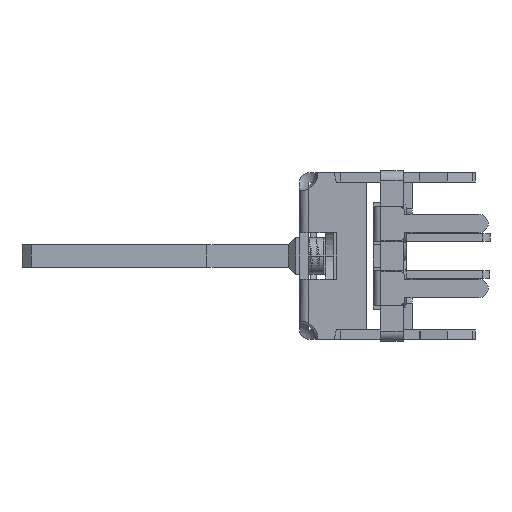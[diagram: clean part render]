
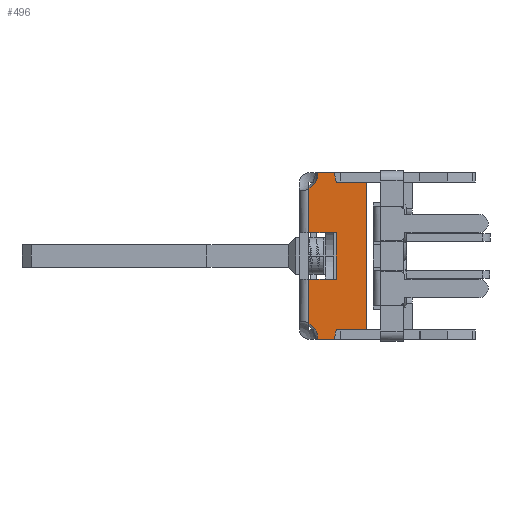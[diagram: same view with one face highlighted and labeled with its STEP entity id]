
A CAD part, left-side view. The second image highlights one B-rep face of the part: STEP entity #496.
In plain terms, the highlighted planar face has unit normal (-1, 0, 0).
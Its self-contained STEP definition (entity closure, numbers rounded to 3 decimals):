
#296 = LINE ( 'NONE', #23315, #8515 ) ;
#331 = ORIENTED_EDGE ( 'NONE', *, *, #3767, .T. ) ;
#426 = CARTESIAN_POINT ( 'NONE',  ( -30.1, 3.9, -1.25 ) ) ;
#496 = ADVANCED_FACE ( 'NONE', ( #20864 ), #5951, .T. ) ;
#637 = CARTESIAN_POINT ( 'NONE',  ( -30.1, 0.8, 3.99 ) ) ;
#849 = VECTOR ( 'NONE', #11475, 1000. ) ;
#969 = VECTOR ( 'NONE', #13295, 1000. ) ;
#1064 = VECTOR ( 'NONE', #5492, 1000. ) ;
#1130 = CARTESIAN_POINT ( 'NONE',  ( -30.1, 2.53, -4.5 ) ) ;
#1276 = CARTESIAN_POINT ( 'NONE',  ( -30.1, 3.9, 1.25 ) ) ;
#1338 = ORIENTED_EDGE ( 'NONE', *, *, #8016, .F. ) ;
#1521 = LINE ( 'NONE', #12727, #22514 ) ;
#1703 = DIRECTION ( 'NONE',  ( 0., 0., -1. ) ) ;
#1911 = CARTESIAN_POINT ( 'NONE',  ( -30.1, 2.409, 3.99 ) ) ;
#2071 = ORIENTED_EDGE ( 'NONE', *, *, #3349, .T. ) ;
#2087 = DIRECTION ( 'NONE',  ( 0., -1., 0. ) ) ;
#2166 = VECTOR ( 'NONE', #9759, 1000. ) ;
#2308 = EDGE_CURVE ( 'NONE', #17529, #5025, #2879, .T. ) ;
#2566 = CIRCLE ( 'NONE', #5256, 1. ) ;
#2580 = VECTOR ( 'NONE', #3280, 1000. ) ;
#2663 = LINE ( 'NONE', #4091, #969 ) ;
#2727 = EDGE_LOOP ( 'NONE', ( #12008, #8252, #11340, #4465, #13505, #331, #2071, #22827, #14637, #7865, #17198, #20087, #22912, #1338 ) ) ;
#2784 = EDGE_CURVE ( 'NONE', #18292, #18595, #6547, .T. ) ;
#2879 = LINE ( 'NONE', #1130, #6884 ) ;
#3080 = VERTEX_POINT ( 'NONE', #20803 ) ;
#3224 = DIRECTION ( 'NONE',  ( 0., -1., 0. ) ) ;
#3280 = DIRECTION ( 'NONE',  ( 0., -1., 0. ) ) ;
#3349 = EDGE_CURVE ( 'NONE', #17267, #18595, #296, .T. ) ;
#3565 = CARTESIAN_POINT ( 'NONE',  ( -30.1, 3.9, 1.25 ) ) ;
#3767 = EDGE_CURVE ( 'NONE', #13413, #17267, #18909, .T. ) ;
#4059 = LINE ( 'NONE', #426, #22220 ) ;
#4091 = CARTESIAN_POINT ( 'NONE',  ( -30.1, 2.409, -3.99 ) ) ;
#4374 = LINE ( 'NONE', #15819, #5504 ) ;
#4465 = ORIENTED_EDGE ( 'NONE', *, *, #22444, .T. ) ;
#4594 = CARTESIAN_POINT ( 'NONE',  ( -30.1, 4.4, 4.5 ) ) ;
#5025 = VERTEX_POINT ( 'NONE', #11233 ) ;
#5256 = AXIS2_PLACEMENT_3D ( 'NONE', #6437, #22834, #11906 ) ;
#5319 = EDGE_CURVE ( 'NONE', #9012, #17529, #1521, .T. ) ;
#5492 = DIRECTION ( 'NONE',  ( 0., 0., 1. ) ) ;
#5504 = VECTOR ( 'NONE', #3224, 1000. ) ;
#5660 = LINE ( 'NONE', #20521, #849 ) ;
#5951 = PLANE ( 'NONE',  #9992 ) ;
#6400 = AXIS2_PLACEMENT_3D ( 'NONE', #4594, #22803, #13623 ) ;
#6437 = CARTESIAN_POINT ( 'NONE',  ( -30.1, 4.4, -4.5 ) ) ;
#6547 = LINE ( 'NONE', #10518, #2580 ) ;
#6884 = VECTOR ( 'NONE', #21098, 1000. ) ;
#7001 = CARTESIAN_POINT ( 'NONE',  ( -30.1, 3.9, -1.25 ) ) ;
#7071 = CARTESIAN_POINT ( 'NONE',  ( -30.1, 2.53, 4.5 ) ) ;
#7144 = EDGE_CURVE ( 'NONE', #9012, #21953, #2566, .T. ) ;
#7427 = CARTESIAN_POINT ( 'NONE',  ( -30.1, 0.8, 3.99 ) ) ;
#7865 = ORIENTED_EDGE ( 'NONE', *, *, #17584, .F. ) ;
#8016 = EDGE_CURVE ( 'NONE', #21953, #12140, #5660, .T. ) ;
#8252 = ORIENTED_EDGE ( 'NONE', *, *, #5319, .T. ) ;
#8515 = VECTOR ( 'NONE', #23240, 1000. ) ;
#9012 = VERTEX_POINT ( 'NONE', #22668 ) ;
#9684 = DIRECTION ( 'NONE',  ( -1., 0., 0. ) ) ;
#9759 = DIRECTION ( 'NONE',  ( 0., 1., 0. ) ) ;
#9951 = EDGE_CURVE ( 'NONE', #17257, #19173, #22889, .T. ) ;
#9992 = AXIS2_PLACEMENT_3D ( 'NONE', #11427, #9684, #22357 ) ;
#10130 = CARTESIAN_POINT ( 'NONE',  ( -30.1, 3.9, -3.634 ) ) ;
#10264 = CIRCLE ( 'NONE', #6400, 1. ) ;
#10518 = CARTESIAN_POINT ( 'NONE',  ( -30.1, 3.4, 4.5 ) ) ;
#11233 = CARTESIAN_POINT ( 'NONE',  ( -30.1, 2.409, -3.99 ) ) ;
#11340 = ORIENTED_EDGE ( 'NONE', *, *, #2308, .T. ) ;
#11427 = CARTESIAN_POINT ( 'NONE',  ( -30.1, 4.4, -4.5 ) ) ;
#11475 = DIRECTION ( 'NONE',  ( 0., 0., 1. ) ) ;
#11580 = VERTEX_POINT ( 'NONE', #22790 ) ;
#11675 = CARTESIAN_POINT ( 'NONE',  ( -30.1, 2.4, 1.25 ) ) ;
#11756 = CARTESIAN_POINT ( 'NONE',  ( -30.1, 3.4, 4.5 ) ) ;
#11906 = DIRECTION ( 'NONE',  ( 0., -1., 0. ) ) ;
#12008 = ORIENTED_EDGE ( 'NONE', *, *, #7144, .F. ) ;
#12140 = VERTEX_POINT ( 'NONE', #7001 ) ;
#12727 = CARTESIAN_POINT ( 'NONE',  ( -30.1, 3.4, -4.5 ) ) ;
#13295 = DIRECTION ( 'NONE',  ( 0., -1., 0. ) ) ;
#13413 = VERTEX_POINT ( 'NONE', #14082 ) ;
#13420 = EDGE_CURVE ( 'NONE', #18639, #19173, #4374, .T. ) ;
#13505 = ORIENTED_EDGE ( 'NONE', *, *, #19927, .F. ) ;
#13623 = DIRECTION ( 'NONE',  ( 0., -0.5, -0.866 ) ) ;
#14082 = CARTESIAN_POINT ( 'NONE',  ( -30.1, 0.8, 3.99 ) ) ;
#14137 = LINE ( 'NONE', #7427, #22376 ) ;
#14178 = EDGE_CURVE ( 'NONE', #12140, #17257, #4059, .T. ) ;
#14637 = ORIENTED_EDGE ( 'NONE', *, *, #14929, .F. ) ;
#14929 = EDGE_CURVE ( 'NONE', #11580, #18292, #10264, .T. ) ;
#15342 = VECTOR ( 'NONE', #15438, 1000. ) ;
#15438 = DIRECTION ( 'NONE',  ( 0., 0., 1. ) ) ;
#15677 = CARTESIAN_POINT ( 'NONE',  ( -30.1, 2.53, -4.5 ) ) ;
#15819 = CARTESIAN_POINT ( 'NONE',  ( -30.1, 3.9, 1.25 ) ) ;
#17198 = ORIENTED_EDGE ( 'NONE', *, *, #13420, .T. ) ;
#17257 = VERTEX_POINT ( 'NONE', #23405 ) ;
#17267 = VERTEX_POINT ( 'NONE', #1911 ) ;
#17529 = VERTEX_POINT ( 'NONE', #15677 ) ;
#17584 = EDGE_CURVE ( 'NONE', #18639, #11580, #20207, .T. ) ;
#17843 = CARTESIAN_POINT ( 'NONE',  ( -30.1, 2.4, -1.25 ) ) ;
#18292 = VERTEX_POINT ( 'NONE', #11756 ) ;
#18561 = DIRECTION ( 'NONE',  ( 0., -1., 0. ) ) ;
#18595 = VERTEX_POINT ( 'NONE', #7071 ) ;
#18639 = VERTEX_POINT ( 'NONE', #3565 ) ;
#18909 = LINE ( 'NONE', #637, #2166 ) ;
#19173 = VERTEX_POINT ( 'NONE', #11675 ) ;
#19927 = EDGE_CURVE ( 'NONE', #13413, #3080, #14137, .T. ) ;
#20087 = ORIENTED_EDGE ( 'NONE', *, *, #9951, .F. ) ;
#20207 = LINE ( 'NONE', #1276, #15342 ) ;
#20521 = CARTESIAN_POINT ( 'NONE',  ( -30.1, 3.9, -3.634 ) ) ;
#20803 = CARTESIAN_POINT ( 'NONE',  ( -30.1, 0.8, -3.99 ) ) ;
#20864 = FACE_OUTER_BOUND ( 'NONE', #2727, .T. ) ;
#21098 = DIRECTION ( 'NONE',  ( 0., -0.23, 0.973 ) ) ;
#21953 = VERTEX_POINT ( 'NONE', #10130 ) ;
#22220 = VECTOR ( 'NONE', #18561, 1000. ) ;
#22357 = DIRECTION ( 'NONE',  ( 0., 0., 1. ) ) ;
#22376 = VECTOR ( 'NONE', #1703, 1000. ) ;
#22444 = EDGE_CURVE ( 'NONE', #5025, #3080, #2663, .T. ) ;
#22514 = VECTOR ( 'NONE', #2087, 1000. ) ;
#22668 = CARTESIAN_POINT ( 'NONE',  ( -30.1, 3.4, -4.5 ) ) ;
#22790 = CARTESIAN_POINT ( 'NONE',  ( -30.1, 3.9, 3.634 ) ) ;
#22803 = DIRECTION ( 'NONE',  ( -1., 0., 0. ) ) ;
#22827 = ORIENTED_EDGE ( 'NONE', *, *, #2784, .F. ) ;
#22834 = DIRECTION ( 'NONE',  ( -1., 0., 0. ) ) ;
#22889 = LINE ( 'NONE', #17843, #1064 ) ;
#22912 = ORIENTED_EDGE ( 'NONE', *, *, #14178, .F. ) ;
#23240 = DIRECTION ( 'NONE',  ( 0., 0.23, 0.973 ) ) ;
#23315 = CARTESIAN_POINT ( 'NONE',  ( -30.1, 2.409, 3.99 ) ) ;
#23405 = CARTESIAN_POINT ( 'NONE',  ( -30.1, 2.4, -1.25 ) ) ;
